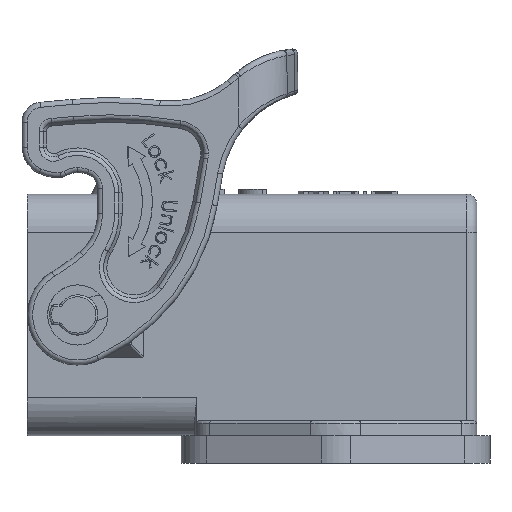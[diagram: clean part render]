
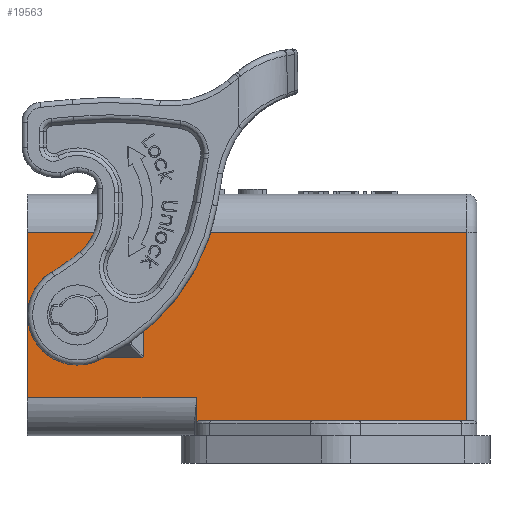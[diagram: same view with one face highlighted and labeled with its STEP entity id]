
A CAD part, front view. The second image highlights one B-rep face of the part: STEP entity #19563.
In plain terms, the highlighted planar face has unit normal (0, -1, 0).
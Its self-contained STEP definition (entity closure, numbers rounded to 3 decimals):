
#2856=DIRECTION('',(1.,0.,0.));
#2857=VECTOR('',#2856,8.388);
#2858=CARTESIAN_POINT('',(-16.712,-12.06,-4.271));
#2859=LINE('',#2858,#2857);
#2864=CARTESIAN_POINT('',(-2.872,-12.06,-10.854));
#2865=CARTESIAN_POINT('',(-2.872,-12.06,-10.835));
#2866=CARTESIAN_POINT('',(-2.868,-12.06,-10.797));
#2867=CARTESIAN_POINT('',(-2.851,-12.06,-10.741));
#2868=CARTESIAN_POINT('',(-2.822,-12.06,-10.689));
#2869=CARTESIAN_POINT('',(-2.783,-12.06,-10.643));
#2870=CARTESIAN_POINT('',(-2.735,-12.06,-10.605));
#2871=CARTESIAN_POINT('',(-2.679,-12.06,-10.575));
#2872=CARTESIAN_POINT('',(-2.616,-12.06,-10.557));
#2873=CARTESIAN_POINT('',(-2.572,-12.06,-10.553));
#2874=CARTESIAN_POINT('',(-2.55,-12.06,-10.553));
#2876=DIRECTION('',(0.,0.,-1.));
#2877=VECTOR('',#2876,16.482);
#2878=CARTESIAN_POINT('',(-19.727,-12.06,8.241));
#2879=LINE('',#2878,#2877);
#2880=CARTESIAN_POINT('',(-16.712,-12.06,4.01));
#2881=CARTESIAN_POINT('',(-16.712,-12.06,4.087));
#2882=CARTESIAN_POINT('',(-16.667,-12.06,4.196));
#2883=CARTESIAN_POINT('',(-16.588,-12.06,4.271));
#2884=CARTESIAN_POINT('',(-16.511,-12.06,4.271));
#2886=CARTESIAN_POINT('',(-8.17,-12.06,-4.117));
#2887=CARTESIAN_POINT('',(-8.17,-12.06,-4.168));
#2888=CARTESIAN_POINT('',(-8.202,-12.06,-4.239));
#2889=CARTESIAN_POINT('',(-8.273,-12.06,-4.271));
#2890=CARTESIAN_POINT('',(-8.324,-12.06,-4.271));
#2892=CARTESIAN_POINT('',(-8.324,-12.06,4.271));
#2893=CARTESIAN_POINT('',(-8.273,-12.06,4.271));
#2894=CARTESIAN_POINT('',(-8.202,-12.06,4.239));
#2895=CARTESIAN_POINT('',(-8.17,-12.06,4.168));
#2896=CARTESIAN_POINT('',(-8.17,-12.06,4.117));
#2952=DIRECTION('',(-1.,0.,0.));
#2953=VECTOR('',#2952,26.641);
#2954=CARTESIAN_POINT('',(24.091,-12.06,-10.553));
#2955=LINE('',#2954,#2953);
#2994=DIRECTION('',(0.,0.,-1.));
#2995=VECTOR('',#2994,18.793);
#2996=CARTESIAN_POINT('',(24.091,-12.06,8.241));
#2997=LINE('',#2996,#2995);
#3017=DIRECTION('',(1.,0.,0.));
#3018=VECTOR('',#3017,43.818);
#3019=CARTESIAN_POINT('',(-19.727,-12.06,8.241));
#3020=LINE('',#3019,#3018);
#4688=DIRECTION('',(0.,0.,1.));
#4689=VECTOR('',#4688,2.613);
#4690=CARTESIAN_POINT('',(-2.872,-12.06,-10.854));
#4691=LINE('',#4690,#4689);
#4726=DIRECTION('',(-1.,0.,0.));
#4727=VECTOR('',#4726,16.855);
#4728=CARTESIAN_POINT('',(-2.872,-12.06,-8.241));
#4729=LINE('',#4728,#4727);
#8513=DIRECTION('',(-1.,0.,0.));
#8514=VECTOR('',#8513,8.187);
#8515=CARTESIAN_POINT('',(-8.324,-12.06,4.271));
#8516=LINE('',#8515,#8514);
#8525=DIRECTION('',(0.,0.,1.));
#8526=VECTOR('',#8525,8.234);
#8527=CARTESIAN_POINT('',(-8.17,-12.06,-4.117));
#8528=LINE('',#8527,#8526);
#8844=DIRECTION('',(0.,0.,-1.));
#8845=VECTOR('',#8844,8.281);
#8846=CARTESIAN_POINT('',(-16.712,-12.06,4.01));
#8847=LINE('',#8846,#8845);
#13510=CARTESIAN_POINT('',(-19.727,-12.06,-8.241));
#13512=VERTEX_POINT('',#13510);
#13525=VERTEX_POINT('',#2864);
#13526=VERTEX_POINT('',#2874);
#13529=CARTESIAN_POINT('',(-2.872,-12.06,-8.241));
#13530=VERTEX_POINT('',#13529);
#13531=CARTESIAN_POINT('',(-8.324,-12.06,4.271));
#13532=CARTESIAN_POINT('',(-16.511,-12.06,4.271));
#13533=VERTEX_POINT('',#13531);
#13534=VERTEX_POINT('',#13532);
#13553=CARTESIAN_POINT('',(24.091,-12.06,-10.553));
#13554=VERTEX_POINT('',#13553);
#13571=CARTESIAN_POINT('',(-16.712,-12.06,-4.271));
#13572=CARTESIAN_POINT('',(-8.324,-12.06,-4.271));
#13573=VERTEX_POINT('',#13571);
#13574=VERTEX_POINT('',#13572);
#13576=CARTESIAN_POINT('',(24.091,-12.06,8.241));
#13578=VERTEX_POINT('',#13576);
#13617=CARTESIAN_POINT('',(-16.712,-12.06,4.01));
#13618=VERTEX_POINT('',#13617);
#13622=CARTESIAN_POINT('',(-8.17,-12.06,4.117));
#13624=VERTEX_POINT('',#13622);
#13690=CARTESIAN_POINT('',(-8.17,-12.06,-4.117));
#13691=VERTEX_POINT('',#13690);
#14500=CARTESIAN_POINT('',(-19.727,-12.06,8.241));
#14502=VERTEX_POINT('',#14500);
#19527=CARTESIAN_POINT('',(25.096,-12.06,-12.06));
#19528=DIRECTION('',(0.,-1.,0.));
#19529=DIRECTION('',(-1.,0.,0.));
#19530=AXIS2_PLACEMENT_3D('',#19527,#19528,#19529);
#19531=PLANE('',#19530);
#19533=ORIENTED_EDGE('',*,*,#19532,.F.);
#19535=ORIENTED_EDGE('',*,*,#19534,.T.);
#19537=ORIENTED_EDGE('',*,*,#19536,.T.);
#19539=ORIENTED_EDGE('',*,*,#19538,.F.);
#19541=ORIENTED_EDGE('',*,*,#19540,.T.);
#19543=ORIENTED_EDGE('',*,*,#19542,.T.);
#19545=ORIENTED_EDGE('',*,*,#19544,.T.);
#19546=EDGE_LOOP('',(#19533,#19535,#19537,#19539,#19541,#19543,#19545));
#19547=FACE_OUTER_BOUND('',#19546,.F.);
#19549=ORIENTED_EDGE('',*,*,#19548,.F.);
#19551=ORIENTED_EDGE('',*,*,#19550,.T.);
#19552=ORIENTED_EDGE('',*,*,#19516,.T.);
#19554=ORIENTED_EDGE('',*,*,#19553,.F.);
#19556=ORIENTED_EDGE('',*,*,#19555,.T.);
#19558=ORIENTED_EDGE('',*,*,#19557,.F.);
#19560=ORIENTED_EDGE('',*,*,#19559,.T.);
#19561=EDGE_LOOP('',(#19549,#19551,#19552,#19554,#19556,#19558,#19560));
#19562=FACE_BOUND('',#19561,.F.);
#19563=ADVANCED_FACE('',(#19547,#19562),#19531,.T.);
#2875=B_SPLINE_CURVE_WITH_KNOTS('',3,(#2864,#2865,#2866,#2867,#2868,#2869,#2870,
#2871,#2872,#2873,#2874),.UNSPECIFIED.,.F.,.F.,(4,1,1,1,1,1,1,1,4),(0.,
0.125,0.25,0.375,0.5,0.625,0.75,0.875,1.),.UNSPECIFIED.);
#2885=B_SPLINE_CURVE_WITH_KNOTS('',3,(#2880,#2881,#2882,#2883,#2884),
.UNSPECIFIED.,.F.,.F.,(4,1,4),(0.,0.5,1.),.UNSPECIFIED.);
#2891=B_SPLINE_CURVE_WITH_KNOTS('',3,(#2886,#2887,#2888,#2889,#2890),
.UNSPECIFIED.,.F.,.F.,(4,1,4),(0.,0.5,1.),.UNSPECIFIED.);
#2897=B_SPLINE_CURVE_WITH_KNOTS('',3,(#2892,#2893,#2894,#2895,#2896),
.UNSPECIFIED.,.F.,.F.,(4,1,4),(0.,0.5,1.),.UNSPECIFIED.);
#19516=EDGE_CURVE('',#13573,#13574,#2859,.T.);
#19532=EDGE_CURVE('',#13525,#13526,#2875,.T.);
#19534=EDGE_CURVE('',#13525,#13530,#4691,.T.);
#19536=EDGE_CURVE('',#13530,#13512,#4729,.T.);
#19538=EDGE_CURVE('',#14502,#13512,#2879,.T.);
#19540=EDGE_CURVE('',#14502,#13578,#3020,.T.);
#19542=EDGE_CURVE('',#13578,#13554,#2997,.T.);
#19544=EDGE_CURVE('',#13554,#13526,#2955,.T.);
#19548=EDGE_CURVE('',#13618,#13534,#2885,.T.);
#19550=EDGE_CURVE('',#13618,#13573,#8847,.T.);
#19553=EDGE_CURVE('',#13691,#13574,#2891,.T.);
#19555=EDGE_CURVE('',#13691,#13624,#8528,.T.);
#19557=EDGE_CURVE('',#13533,#13624,#2897,.T.);
#19559=EDGE_CURVE('',#13533,#13534,#8516,.T.);
